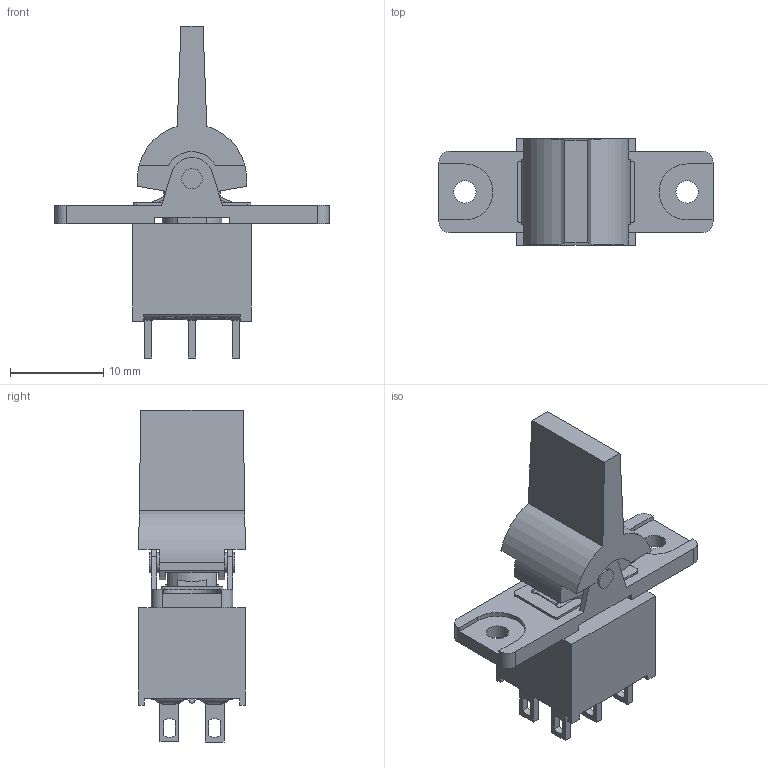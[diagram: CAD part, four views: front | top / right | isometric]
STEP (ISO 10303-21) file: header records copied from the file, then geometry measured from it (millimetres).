
FILE_DESCRIPTION(/* description */ (''),/* implementation_level */ '2;1');
FILE_NAME(/* name */ '300AWDPxR16xxxM1xE.stp',/* time_stamp */ '2025-05-13T16:01:09-05:00',/* author */ ('mroman'),/* organization */ (''),/* preprocessor_version */ 'ST-DEVELOPER v18.1',/* originating_system */ 'Autodesk Inventor 2022',/* authorisation */ '');
FILE_SCHEMA (('AUTOMOTIVE_DESIGN { 1 0 10303 214 3 1 1 }'));
Length unit declared in the file: inch
Products named in the file (1): 300AWDPxR16xxxM1xE
Bounding box: 29.36 x 11.43 x 35.57 mm (x, y, z)
Volume: 2635.8 mm3; surface area: 2895.2 mm2
Topology: 1 solids, 1 shells, 275 faces, 783 edges, 518 vertices
Faces by surface type: plane 174, cylinder 79, bspline 20, torus 2
Full cylindrical faces by diameter (mm): 2.2 x4, 2.39 x2
Entity records: 9950 total; most frequent: CARTESIAN_POINT 2811, ORIENTED_EDGE 1566, DIRECTION 1349, EDGE_CURVE 783, VERTEX_POINT 518, LINE 501, VECTOR 501, AXIS2_PLACEMENT_3D 424
